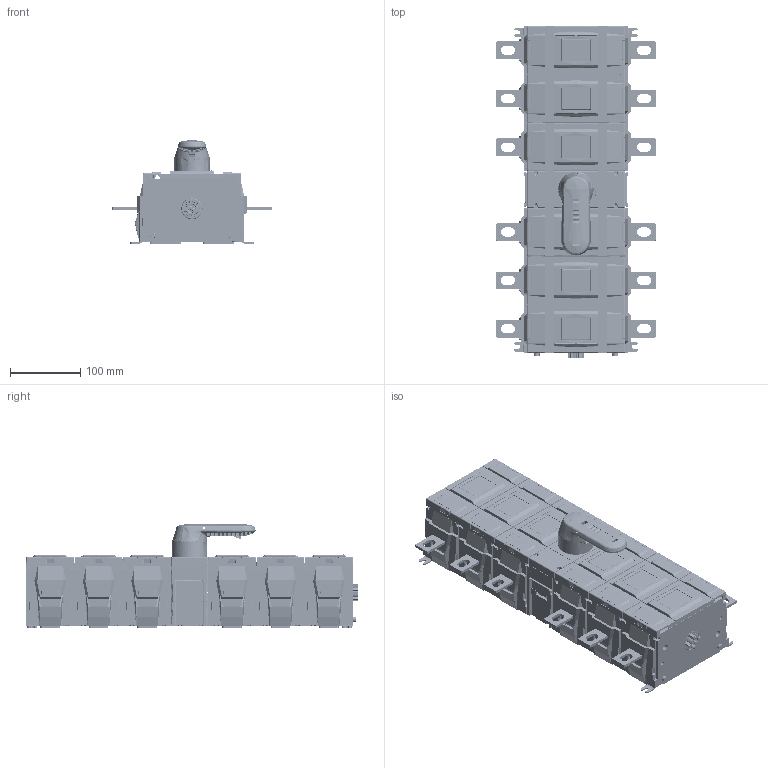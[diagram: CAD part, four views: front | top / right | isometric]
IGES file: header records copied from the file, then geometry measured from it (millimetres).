
Global section: file name: OTDC400E33K.igs; preprocessor: I-DEAS 3D IGES Translator 15; date: 20140506.182646; units: millimetre
Bounding box: 227 x 473 x 147.71 mm (x, y, z)
Volume: 3411758.9 mm3; surface area: 1748120.4 mm2
Topology: 65 solids, 65 shells, 32061 faces, 86302 edges, 55364 vertices
Faces by surface type: bspline 32061
